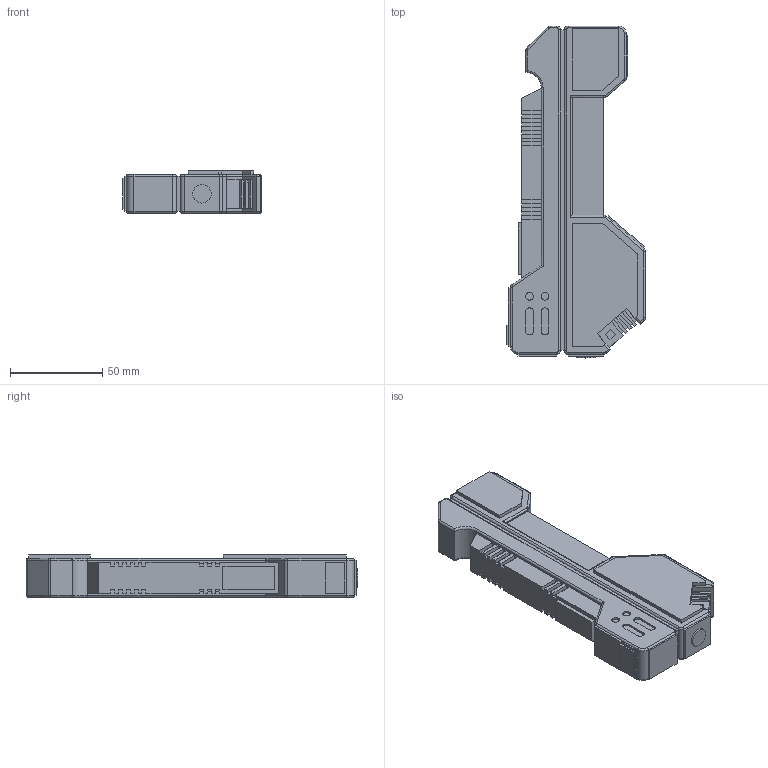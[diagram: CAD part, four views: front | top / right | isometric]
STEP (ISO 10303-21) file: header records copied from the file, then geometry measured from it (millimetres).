
FILE_DESCRIPTION(/* description */ ('STEP AP242','CAx-IF Rec.Pracs.---Representation and Presentation of Product Manufacturing Information (PMI)---4.0---2014-10-13','CAx-IF Rec.Pracs.---3D Tessellated Geometry---0.4---2014-09-14','2;1','CAx-IF Rec.Pracs.---User Defined Attributes---1.5---2016-08-15'),/* implementation_level */ '2;1');
FILE_NAME(/* name */ '691482c6d2197e70d861686b',/* time_stamp */ '2025-11-12T12:51:20Z',/* author */ (''),/* organization */ (''),/* preprocessor_version */ 'ST-DEVELOPER v20',/* originating_system */ 'ONSHAPE BY PTC INC, 1.206',/* authorisation */ ' ');
FILE_SCHEMA (('AP242_MANAGED_MODEL_BASED_3D_ENGINEERING_MIM_LF { 1 0 10303 442 1 1 4 }'));
Length unit declared in the file: metre
Products named in the file (15): Body Left - Gray; Emitter - Clear; Panel 5 - Light gray; Body Center - Black; Grip Left - Black; Button - White; Panel 1 - Light gray; Panel 2 - Light gray; Panel 3 - Light gray; Panel 4 - Light gray; Button 2 - White; Panel 6 - Light gray; Panel 7 - Light gray; Top Grill - Black; Body Right - Gray
Bounding box: 75.26 x 179.91 x 23 mm (x, y, z)
Volume: 170565.5 mm3; surface area: 73972.4 mm2
Topology: 15 solids, 15 shells, 523 faces, 1317 edges, 852 vertices
Faces by surface type: plane 418, cylinder 73, torus 32
Full cylindrical faces by diameter (mm): 4.186 x2, 5.1 x1, 7.9 x1, 8.1 x2, 10 x1
Entity records: 15744 total; most frequent: CARTESIAN_POINT 2704, ORIENTED_EDGE 2616, DIRECTION 2544, EDGE_CURVE 1308, LINE 1144, VECTOR 1144, VERTEX_POINT 850, AXIS2_PLACEMENT_3D 700
